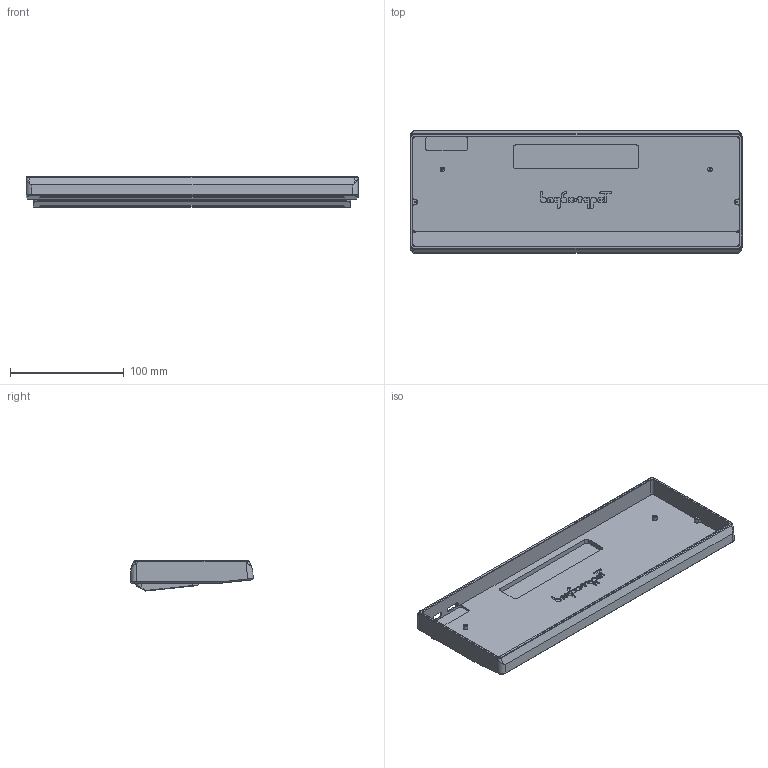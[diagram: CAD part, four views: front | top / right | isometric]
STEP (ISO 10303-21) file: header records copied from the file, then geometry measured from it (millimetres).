
FILE_DESCRIPTION(/* description */ ('KiCad electronic assembly'),/* implementation_level */ '2;1');
FILE_NAME(/* name */ 'bny6xv2_typeT_lever.step',/* time_stamp */ '2025-11-15T01:33:17+09:00',/* author */ (''),/* organization */ (''),/* preprocessor_version */ 'ST-DEVELOPER v20.1',/* originating_system */ 'Autodesk Translation Framework v14.21.0.0',/* authorisation */ '');
FILE_SCHEMA (('AUTOMOTIVE_DESIGN { 1 0 10303 214 3 1 1 }'));
Length unit declared in the file: millimetre
Products named in the file (1): bny6x2 1
Bounding box: 291.35 x 107.72 x 26.46 mm (x, y, z)
Volume: 189868.7 mm3; surface area: 91617.1 mm2
Topology: 1 solids, 1 shells, 273 faces, 704 edges, 446 vertices
Faces by surface type: plane 139, cylinder 92, bspline 30, cone 12
Full cylindrical faces by diameter (mm): 1.623 x4, 4 x2
Entity records: 9228 total; most frequent: CARTESIAN_POINT 2652, ORIENTED_EDGE 1392, DIRECTION 1304, EDGE_CURVE 696, VERTEX_POINT 446, LINE 444, VECTOR 444, AXIS2_PLACEMENT_3D 430
